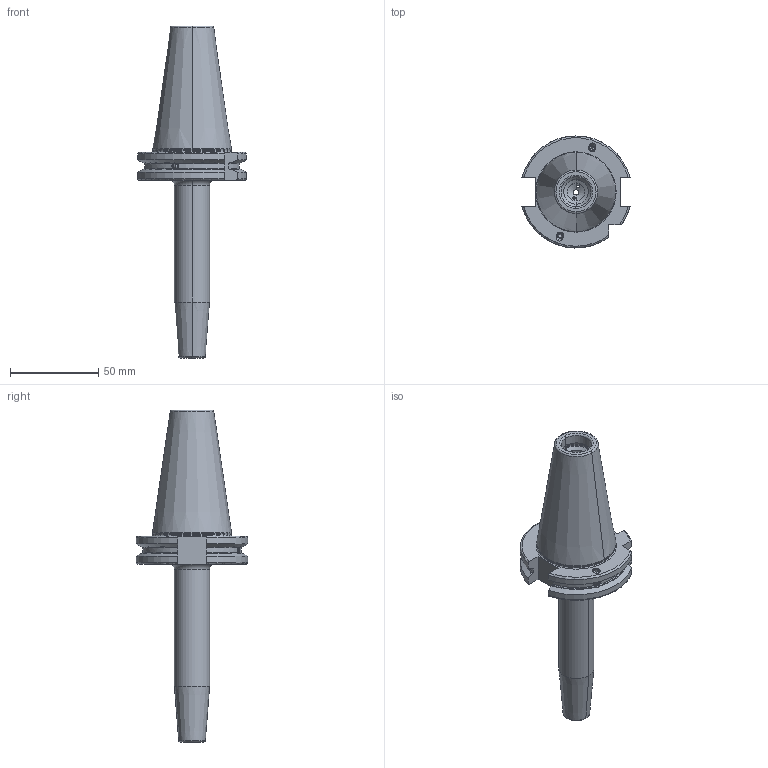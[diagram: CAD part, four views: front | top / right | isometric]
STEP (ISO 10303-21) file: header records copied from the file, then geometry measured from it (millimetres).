
FILE_DESCRIPTION((''),'2;1');
FILE_NAME('403_70_03_1_K','2020-11-26T',('101107'),(''),'CREO PARAMETRIC BY PTC INC, 2016260','CREO PARAMETRIC BY PTC INC, 2016260','');
FILE_SCHEMA(('CONFIG_CONTROL_DESIGN'));
Length unit declared in the file: millimetre
Products named in the file (1): 403_70_03_1_K
Bounding box: 61.48 x 63.54 x 188.4 mm (x, y, z)
Volume: 121498.7 mm3; surface area: 30079.2 mm2
Topology: 1 solids, 3 shells, 260 faces, 628 edges, 365 vertices
Faces by surface type: cone 98, cylinder 67, plane 49, torus 38, sphere 8
Entity records: 8115 total; most frequent: CARTESIAN_POINT 2072, DIRECTION 1318, ORIENTED_EDGE 1228, EDGE_CURVE 614, AXIS2_PLACEMENT_3D 542, VERTEX_POINT 365, EDGE_LOOP 279, CIRCLE 279
